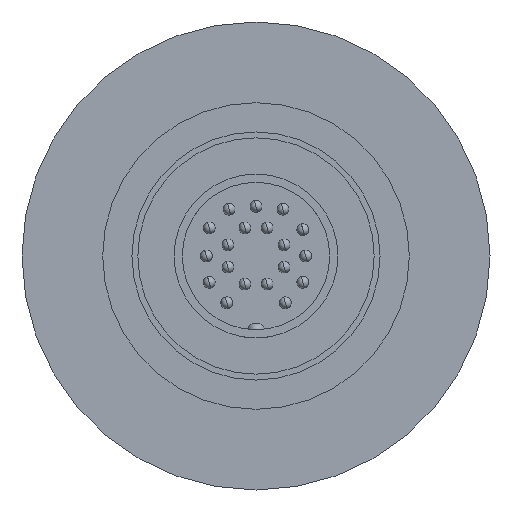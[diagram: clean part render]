
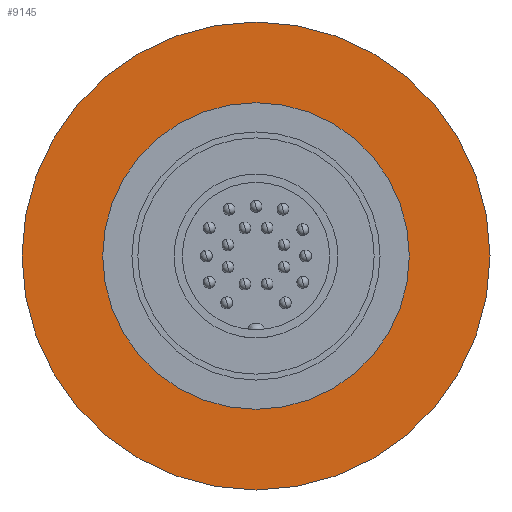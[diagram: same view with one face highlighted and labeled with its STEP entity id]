
A CAD part, left-side view. The second image highlights one B-rep face of the part: STEP entity #9145.
In plain terms, the highlighted planar face has unit normal (-1, 0, 0).
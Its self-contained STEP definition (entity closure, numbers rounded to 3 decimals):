
#777 = VERTEX_POINT ( 'NONE', #6922 ) ;
#928 = AXIS2_PLACEMENT_3D ( 'NONE', #6346, #7659, #13478 ) ;
#1151 = DIRECTION ( 'NONE',  ( 0., 0., 1. ) ) ;
#1205 = DIRECTION ( 'NONE',  ( -1., 0., 0. ) ) ;
#1435 = DIRECTION ( 'NONE',  ( 0., 0., -1. ) ) ;
#2075 = AXIS2_PLACEMENT_3D ( 'NONE', #4450, #5278, #6527 ) ;
#2729 = DIRECTION ( 'NONE',  ( 0., 0., -1. ) ) ;
#2993 = EDGE_LOOP ( 'NONE', ( #14540, #7604 ) ) ;
#2996 = CARTESIAN_POINT ( 'NONE',  ( 0., 0., -13.1 ) ) ;
#3540 = PLANE ( 'NONE',  #14208 ) ;
#4047 = CIRCLE ( 'NONE', #9628, 20. ) ;
#4268 = CARTESIAN_POINT ( 'NONE',  ( 0., 0., 0. ) ) ;
#4450 = CARTESIAN_POINT ( 'NONE',  ( 0., 0., 0. ) ) ;
#4643 = VERTEX_POINT ( 'NONE', #2996 ) ;
#4786 = VERTEX_POINT ( 'NONE', #8151 ) ;
#4962 = DIRECTION ( 'NONE',  ( 1., 0., 0. ) ) ;
#5278 = DIRECTION ( 'NONE',  ( 1., 0., 0. ) ) ;
#5419 = CIRCLE ( 'NONE', #8159, 13.1 ) ;
#5651 = ORIENTED_EDGE ( 'NONE', *, *, #14510, .T. ) ;
#5749 = CARTESIAN_POINT ( 'NONE',  ( 0., 0., 13.1 ) ) ;
#5899 = EDGE_CURVE ( 'NONE', #777, #4786, #13421, .T. ) ;
#6346 = CARTESIAN_POINT ( 'NONE',  ( 0., 0., 0. ) ) ;
#6527 = DIRECTION ( 'NONE',  ( 0., 0., -1. ) ) ;
#6922 = CARTESIAN_POINT ( 'NONE',  ( 0., 0., -20. ) ) ;
#7144 = EDGE_CURVE ( 'NONE', #13404, #4643, #7385, .T. ) ;
#7385 = CIRCLE ( 'NONE', #2075, 13.1 ) ;
#7604 = ORIENTED_EDGE ( 'NONE', *, *, #9328, .F. ) ;
#7659 = DIRECTION ( 'NONE',  ( 1., 0., 0. ) ) ;
#8151 = CARTESIAN_POINT ( 'NONE',  ( 0., 0., 20. ) ) ;
#8159 = AXIS2_PLACEMENT_3D ( 'NONE', #11932, #14185, #1435 ) ;
#8177 = CARTESIAN_POINT ( 'NONE',  ( 0., 0., -13.1 ) ) ;
#9145 = ADVANCED_FACE ( 'NONE', ( #12102, #9537 ), #3540, .T. ) ;
#9328 = EDGE_CURVE ( 'NONE', #4786, #777, #4047, .T. ) ;
#9537 = FACE_OUTER_BOUND ( 'NONE', #2993, .T. ) ;
#9628 = AXIS2_PLACEMENT_3D ( 'NONE', #4268, #4962, #2729 ) ;
#11932 = CARTESIAN_POINT ( 'NONE',  ( 0., 0., 0. ) ) ;
#12102 = FACE_BOUND ( 'NONE', #13841, .T. ) ;
#13072 = ORIENTED_EDGE ( 'NONE', *, *, #7144, .T. ) ;
#13404 = VERTEX_POINT ( 'NONE', #5749 ) ;
#13421 = CIRCLE ( 'NONE', #928, 20. ) ;
#13478 = DIRECTION ( 'NONE',  ( 0., 0., -1. ) ) ;
#13841 = EDGE_LOOP ( 'NONE', ( #5651, #13072 ) ) ;
#14185 = DIRECTION ( 'NONE',  ( 1., 0., 0. ) ) ;
#14208 = AXIS2_PLACEMENT_3D ( 'NONE', #8177, #1205, #1151 ) ;
#14510 = EDGE_CURVE ( 'NONE', #4643, #13404, #5419, .T. ) ;
#14540 = ORIENTED_EDGE ( 'NONE', *, *, #5899, .F. ) ;
